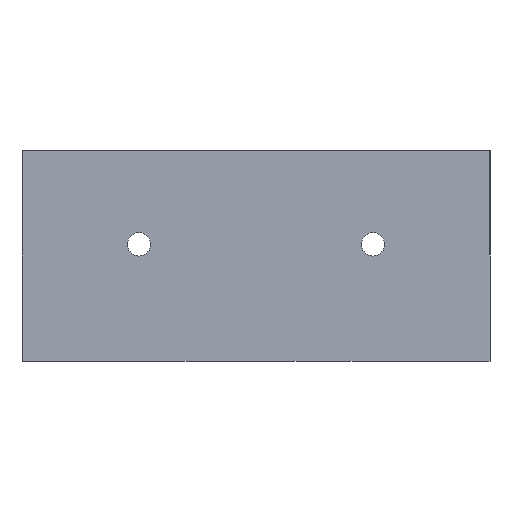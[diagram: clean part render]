
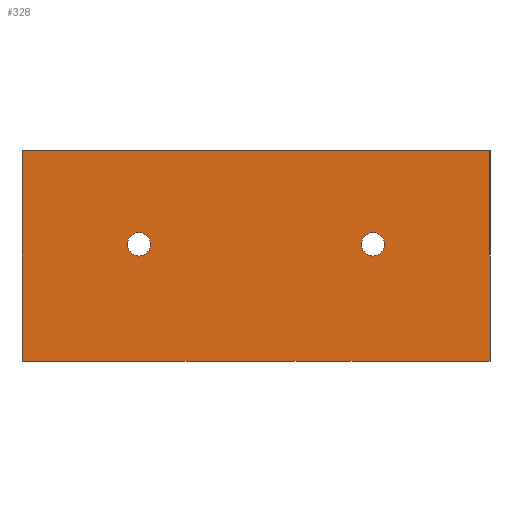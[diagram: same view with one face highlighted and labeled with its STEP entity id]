
A CAD part, front view. The second image highlights one B-rep face of the part: STEP entity #328.
In plain terms, the highlighted planar face has unit normal (0, -1, 0).
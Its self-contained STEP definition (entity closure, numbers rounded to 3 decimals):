
#21=FACE_BOUND('',#77,.T.);
#22=FACE_BOUND('',#78,.T.);
#34=PLANE('',#366);
#52=FACE_OUTER_BOUND('',#76,.T.);
#76=EDGE_LOOP('',(#292,#293,#294,#295,#296));
#77=EDGE_LOOP('',(#297));
#78=EDGE_LOOP('',(#298));
#87=CIRCLE('',#353,0.5);
#88=CIRCLE('',#355,0.5);
#109=LINE('',#537,#137);
#110=LINE('',#540,#138);
#113=LINE('',#549,#141);
#121=LINE('',#566,#149);
#122=LINE('',#568,#150);
#137=VECTOR('',#422,10.);
#138=VECTOR('',#425,10.);
#141=VECTOR('',#434,10.);
#149=VECTOR('',#452,10.);
#150=VECTOR('',#455,10.);
#168=VERTEX_POINT('',#527);
#169=VERTEX_POINT('',#530);
#170=VERTEX_POINT('',#533);
#171=VERTEX_POINT('',#535);
#172=VERTEX_POINT('',#539);
#175=VERTEX_POINT('',#547);
#179=VERTEX_POINT('',#564);
#202=EDGE_CURVE('',#168,#168,#87,.T.);
#203=EDGE_CURVE('',#169,#169,#88,.T.);
#206=EDGE_CURVE('',#170,#171,#109,.T.);
#207=EDGE_CURVE('',#172,#171,#110,.T.);
#211=EDGE_CURVE('',#175,#172,#113,.T.);
#220=EDGE_CURVE('',#179,#170,#121,.T.);
#221=EDGE_CURVE('',#175,#179,#122,.T.);
#292=ORIENTED_EDGE('',*,*,#221,.T.);
#293=ORIENTED_EDGE('',*,*,#220,.T.);
#294=ORIENTED_EDGE('',*,*,#206,.T.);
#295=ORIENTED_EDGE('',*,*,#207,.F.);
#296=ORIENTED_EDGE('',*,*,#211,.F.);
#297=ORIENTED_EDGE('',*,*,#202,.T.);
#298=ORIENTED_EDGE('',*,*,#203,.T.);
#328=ADVANCED_FACE('',(#52,#21,#22),#34,.T.);
#353=AXIS2_PLACEMENT_3D('',#528,#412,#413);
#355=AXIS2_PLACEMENT_3D('',#531,#416,#417);
#366=AXIS2_PLACEMENT_3D('',#567,#453,#454);
#412=DIRECTION('center_axis',(0.,1.,0.));
#413=DIRECTION('ref_axis',(-1.,0.,0.));
#416=DIRECTION('center_axis',(0.,1.,0.));
#417=DIRECTION('ref_axis',(-1.,0.,0.));
#422=DIRECTION('',(0.,0.,1.));
#425=DIRECTION('',(1.,0.,0.));
#434=DIRECTION('',(0.,0.,1.));
#452=DIRECTION('',(0.,0.,1.));
#453=DIRECTION('center_axis',(0.,-1.,0.));
#454=DIRECTION('ref_axis',(1.,0.,0.));
#455=DIRECTION('',(1.,0.,0.));
#527=CARTESIAN_POINT('',(5.5,0.,5.));
#528=CARTESIAN_POINT('Origin',(5.,0.,5.));
#530=CARTESIAN_POINT('',(15.5,0.,5.));
#531=CARTESIAN_POINT('Origin',(15.,0.,5.));
#533=CARTESIAN_POINT('',(20.,0.,4.5));
#535=CARTESIAN_POINT('',(20.,0.,9.));
#537=CARTESIAN_POINT('',(20.,0.,4.5));
#539=CARTESIAN_POINT('',(0.,0.,9.));
#540=CARTESIAN_POINT('',(0.,0.,9.));
#547=CARTESIAN_POINT('',(0.,0.,0.));
#549=CARTESIAN_POINT('',(0.,0.,0.));
#564=CARTESIAN_POINT('',(20.,0.,0.));
#566=CARTESIAN_POINT('',(20.,0.,0.));
#567=CARTESIAN_POINT('Origin',(0.,0.,0.));
#568=CARTESIAN_POINT('',(0.,0.,0.));
